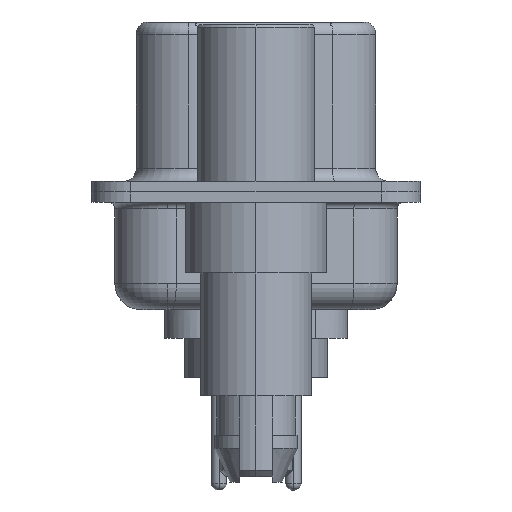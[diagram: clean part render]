
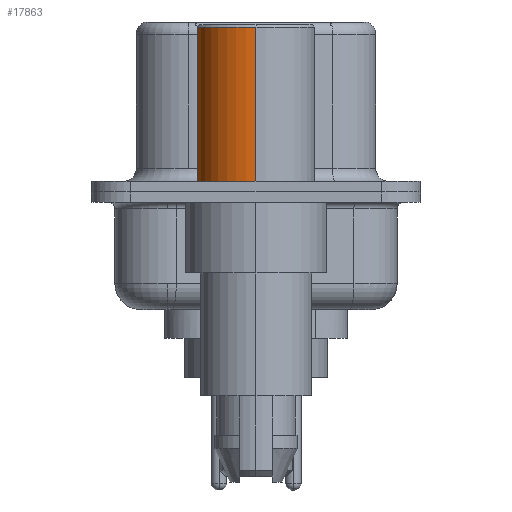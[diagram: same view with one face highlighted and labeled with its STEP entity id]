
A CAD part, left-side view. The second image highlights one B-rep face of the part: STEP entity #17863.
In plain terms, the highlighted cylindrical face has radius 2.25 mm (diameter 4.5 mm), a partial arc.
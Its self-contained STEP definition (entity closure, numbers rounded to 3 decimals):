
#71 = CARTESIAN_POINT ( 'NONE',  ( 0., 0., 6.3 ) ) ;
#290 = VECTOR ( 'NONE', #21712, 1000. ) ;
#395 = FACE_OUTER_BOUND ( 'NONE', #13245, .T. ) ;
#816 = CARTESIAN_POINT ( 'NONE',  ( -2.25, 0., 6.3 ) ) ;
#1117 = VECTOR ( 'NONE', #20799, 1000. ) ;
#1738 = VERTEX_POINT ( 'NONE', #816 ) ;
#1840 = DIRECTION ( 'NONE',  ( 1., 0., 0. ) ) ;
#2514 = DIRECTION ( 'NONE',  ( 0., 0., 1. ) ) ;
#2669 = ORIENTED_EDGE ( 'NONE', *, *, #20010, .F. ) ;
#3282 = CARTESIAN_POINT ( 'NONE',  ( -2.25, 0., 0.4 ) ) ;
#3776 = EDGE_CURVE ( 'NONE', #16125, #1738, #10909, .T. ) ;
#4563 = CYLINDRICAL_SURFACE ( 'NONE', #21049, 2.25 ) ;
#5251 = VERTEX_POINT ( 'NONE', #17009 ) ;
#5889 = DIRECTION ( 'NONE',  ( 1., 0., 0. ) ) ;
#8054 = CARTESIAN_POINT ( 'NONE',  ( 2.25, 0., 6.3 ) ) ;
#8385 = VERTEX_POINT ( 'NONE', #8054 ) ;
#8622 = CARTESIAN_POINT ( 'NONE',  ( -2.25, 0., 0.581 ) ) ;
#10909 = LINE ( 'NONE', #8622, #290 ) ;
#12009 = CARTESIAN_POINT ( 'NONE',  ( 2.25, 0., 0.581 ) ) ;
#12529 = DIRECTION ( 'NONE',  ( 0., 0., 1. ) ) ;
#12933 = DIRECTION ( 'NONE',  ( 0., 0., 1. ) ) ;
#13179 = CARTESIAN_POINT ( 'NONE',  ( 0., 0., 0.4 ) ) ;
#13245 = EDGE_LOOP ( 'NONE', ( #19898, #17072, #16373, #2669 ) ) ;
#14158 = CIRCLE ( 'NONE', #19930, 2.25 ) ;
#14182 = AXIS2_PLACEMENT_3D ( 'NONE', #71, #12529, #1840 ) ;
#14953 = DIRECTION ( 'NONE',  ( 1., 0., 0. ) ) ;
#15225 = EDGE_CURVE ( 'NONE', #5251, #16125, #14158, .T. ) ;
#15308 = LINE ( 'NONE', #12009, #1117 ) ;
#16125 = VERTEX_POINT ( 'NONE', #3282 ) ;
#16373 = ORIENTED_EDGE ( 'NONE', *, *, #21649, .F. ) ;
#16469 = CARTESIAN_POINT ( 'NONE',  ( 0., 0., 0.581 ) ) ;
#17009 = CARTESIAN_POINT ( 'NONE',  ( 2.25, 0., 0.4 ) ) ;
#17072 = ORIENTED_EDGE ( 'NONE', *, *, #3776, .T. ) ;
#17863 = ADVANCED_FACE ( 'NONE', ( #395 ), #4563, .T. ) ;
#19898 = ORIENTED_EDGE ( 'NONE', *, *, #15225, .T. ) ;
#19930 = AXIS2_PLACEMENT_3D ( 'NONE', #13179, #2514, #14953 ) ;
#20010 = EDGE_CURVE ( 'NONE', #5251, #8385, #15308, .T. ) ;
#20799 = DIRECTION ( 'NONE',  ( 0., 0., 1. ) ) ;
#21049 = AXIS2_PLACEMENT_3D ( 'NONE', #16469, #12933, #5889 ) ;
#21649 = EDGE_CURVE ( 'NONE', #8385, #1738, #21921, .T. ) ;
#21712 = DIRECTION ( 'NONE',  ( 0., 0., 1. ) ) ;
#21921 = CIRCLE ( 'NONE', #14182, 2.25 ) ;
